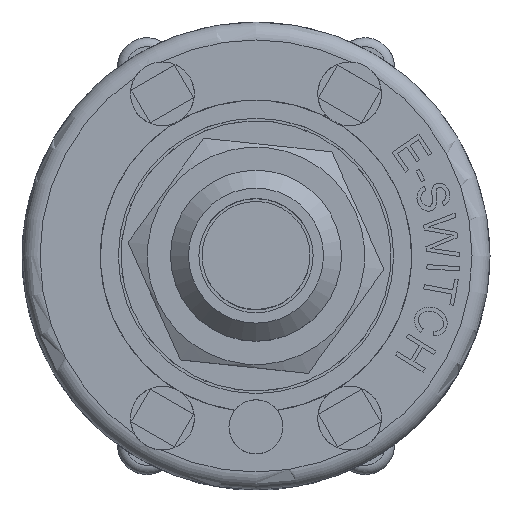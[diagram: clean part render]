
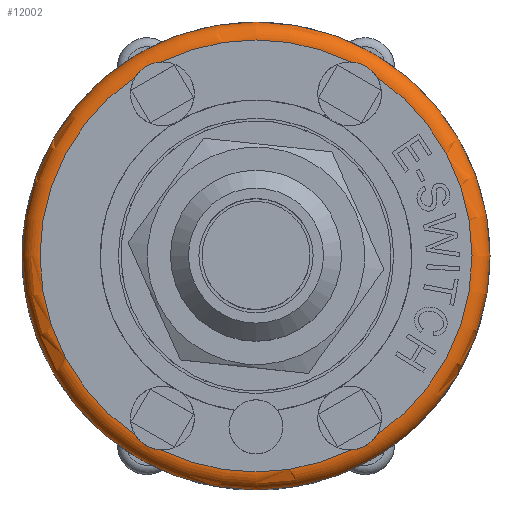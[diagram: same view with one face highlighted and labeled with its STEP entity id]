
A CAD part, top view. The second image highlights one B-rep face of the part: STEP entity #12002.
In plain terms, the highlighted toroidal (fillet/blend) face has major radius 12 mm and minor radius 1 mm.
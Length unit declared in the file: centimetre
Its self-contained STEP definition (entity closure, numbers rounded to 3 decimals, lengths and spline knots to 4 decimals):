
#223=B_SPLINE_CURVE_WITH_KNOTS('',3,(#16620,#16621,#16622,#16623,#16624,
#16625,#16626,#16627,#16628,#16629,#16630,#16631),.UNSPECIFIED.,.F.,.F.,
(4,2,2,2,2,4),(-0.2692,-0.2446,-0.216,
-0.1921,-0.1645,-0.1357),.UNSPECIFIED.);
#224=B_SPLINE_CURVE_WITH_KNOTS('',3,(#16632,#16633,#16634,#16635,#16636,
#16637,#16638,#16639,#16640,#16641,#16642,#16643),.UNSPECIFIED.,.F.,.F.,
(4,2,2,2,2,4),(-0.2692,-0.2446,-0.216,
-0.1921,-0.1645,-0.1357),.UNSPECIFIED.);
#225=B_SPLINE_CURVE_WITH_KNOTS('',3,(#16644,#16645,#16646,#16647,#16648,
#16649,#16650,#16651,#16652,#16653,#16654,#16655),.UNSPECIFIED.,.F.,.F.,
(4,2,2,2,2,4),(-0.2692,-0.2446,-0.216,
-0.1921,-0.1645,-0.1357),.UNSPECIFIED.);
#226=B_SPLINE_CURVE_WITH_KNOTS('',3,(#16656,#16657,#16658,#16659,#16660,
#16661,#16662,#16663,#16664,#16665,#16666,#16667),.UNSPECIFIED.,.F.,.F.,
(4,2,2,2,2,4),(-0.2692,-0.2446,-0.216,
-0.1921,-0.1645,-0.1357),.UNSPECIFIED.);
#548=TOROIDAL_SURFACE('',#12747,1.2,0.1);
#1162=FACE_OUTER_BOUND('',#1844,.T.);
#1844=EDGE_LOOP('',(#8665,#8666,#8667,#8668,#8669,#8670,#8671,#8672,#8673,
#8674,#8675,#8676));
#2597=CIRCLE('',#12730,1.2);
#2599=CIRCLE('',#12733,1.2);
#2603=CIRCLE('',#12738,1.2);
#2607=CIRCLE('',#12743,1.2);
#2608=CIRCLE('',#12744,1.2);
#2611=CIRCLE('',#12748,1.3);
#2612=CIRCLE('',#12749,0.1);
#5442=VERTEX_POINT('',#16326);
#5444=VERTEX_POINT('',#16330);
#5445=VERTEX_POINT('',#16334);
#5446=VERTEX_POINT('',#16336);
#5448=VERTEX_POINT('',#16342);
#5449=VERTEX_POINT('',#16344);
#5451=VERTEX_POINT('',#16350);
#5452=VERTEX_POINT('',#16352);
#5453=VERTEX_POINT('',#16354);
#5540=VERTEX_POINT('',#16617);
#6662=EDGE_CURVE('',#5442,#5444,#2597,.T.);
#6664=EDGE_CURVE('',#5446,#5445,#2599,.T.);
#6668=EDGE_CURVE('',#5449,#5448,#2603,.T.);
#6672=EDGE_CURVE('',#5452,#5451,#2607,.T.);
#6673=EDGE_CURVE('',#5453,#5452,#2608,.T.);
#6761=EDGE_CURVE('',#5540,#5540,#2611,.T.);
#6762=EDGE_CURVE('',#5540,#5452,#2612,.T.);
#6763=EDGE_CURVE('',#5451,#5449,#223,.T.);
#6764=EDGE_CURVE('',#5448,#5446,#224,.T.);
#6765=EDGE_CURVE('',#5445,#5442,#225,.T.);
#6766=EDGE_CURVE('',#5444,#5453,#226,.T.);
#8665=ORIENTED_EDGE('',*,*,#6761,.T.);
#8666=ORIENTED_EDGE('',*,*,#6762,.T.);
#8667=ORIENTED_EDGE('',*,*,#6672,.T.);
#8668=ORIENTED_EDGE('',*,*,#6763,.T.);
#8669=ORIENTED_EDGE('',*,*,#6668,.T.);
#8670=ORIENTED_EDGE('',*,*,#6764,.T.);
#8671=ORIENTED_EDGE('',*,*,#6664,.T.);
#8672=ORIENTED_EDGE('',*,*,#6765,.T.);
#8673=ORIENTED_EDGE('',*,*,#6662,.T.);
#8674=ORIENTED_EDGE('',*,*,#6766,.T.);
#8675=ORIENTED_EDGE('',*,*,#6673,.T.);
#8676=ORIENTED_EDGE('',*,*,#6762,.F.);
#12002=ADVANCED_FACE('',(#1162),#548,.T.);
#12730=AXIS2_PLACEMENT_3D('',#16332,#13640,#13641);
#12733=AXIS2_PLACEMENT_3D('',#16337,#13646,#13647);
#12738=AXIS2_PLACEMENT_3D('',#16345,#13656,#13657);
#12743=AXIS2_PLACEMENT_3D('',#16353,#13666,#13667);
#12744=AXIS2_PLACEMENT_3D('',#16355,#13668,#13669);
#12747=AXIS2_PLACEMENT_3D('',#16616,#13731,#13732);
#12748=AXIS2_PLACEMENT_3D('',#16618,#13733,#13734);
#12749=AXIS2_PLACEMENT_3D('',#16619,#13735,#13736);
#13640=DIRECTION('center_axis',(0.,0.,-1.));
#13641=DIRECTION('ref_axis',(-1.,0.,0.));
#13646=DIRECTION('center_axis',(0.,0.,-1.));
#13647=DIRECTION('ref_axis',(-1.,0.,0.));
#13656=DIRECTION('center_axis',(0.,0.,-1.));
#13657=DIRECTION('ref_axis',(-1.,0.,0.));
#13666=DIRECTION('center_axis',(0.,0.,-1.));
#13667=DIRECTION('ref_axis',(-1.,0.,0.));
#13668=DIRECTION('center_axis',(0.,0.,-1.));
#13669=DIRECTION('ref_axis',(-1.,0.,0.));
#13731=DIRECTION('center_axis',(0.,0.,-1.));
#13732=DIRECTION('ref_axis',(-1.,0.,0.));
#13733=DIRECTION('center_axis',(0.,0.,1.));
#13734=DIRECTION('ref_axis',(-1.,0.,0.));
#13735=DIRECTION('center_axis',(0.,-1.,0.));
#13736=DIRECTION('ref_axis',(1.,0.,0.));
#16326=CARTESIAN_POINT('',(-0.5271,1.078,1.05));
#16330=CARTESIAN_POINT('',(0.5271,1.078,1.05));
#16332=CARTESIAN_POINT('Origin',(0.,0.,1.05));
#16334=CARTESIAN_POINT('',(-0.67,0.9955,1.05));
#16336=CARTESIAN_POINT('',(-0.67,-0.9955,1.05));
#16337=CARTESIAN_POINT('Origin',(0.,0.,1.05));
#16342=CARTESIAN_POINT('',(-0.5271,-1.078,1.05));
#16344=CARTESIAN_POINT('',(0.5271,-1.078,1.05));
#16345=CARTESIAN_POINT('Origin',(0.,0.,1.05));
#16350=CARTESIAN_POINT('',(0.67,-0.9955,1.05));
#16352=CARTESIAN_POINT('',(1.2,0.,1.05));
#16353=CARTESIAN_POINT('Origin',(0.,0.,1.05));
#16354=CARTESIAN_POINT('',(0.67,0.9955,1.05));
#16355=CARTESIAN_POINT('Origin',(0.,0.,1.05));
#16616=CARTESIAN_POINT('Origin',(0.,0.,0.95));
#16617=CARTESIAN_POINT('',(1.3,0.,0.95));
#16618=CARTESIAN_POINT('Origin',(0.,0.,0.95));
#16619=CARTESIAN_POINT('Origin',(1.2,0.,0.95));
#16620=CARTESIAN_POINT('Ctrl Pts',(0.67,-0.9955,
1.05));
#16621=CARTESIAN_POINT('Ctrl Pts',(0.6646,-1.0041,
1.05));
#16622=CARTESIAN_POINT('Ctrl Pts',(0.6583,-1.0124,
1.0498));
#16623=CARTESIAN_POINT('Ctrl Pts',(0.6428,-1.0294,
1.0491));
#16624=CARTESIAN_POINT('Ctrl Pts',(0.6335,-1.0377,
1.0488));
#16625=CARTESIAN_POINT('Ctrl Pts',(0.615,-1.051,
1.0484));
#16626=CARTESIAN_POINT('Ctrl Pts',(0.6061,-1.0563,
1.0484));
#16627=CARTESIAN_POINT('Ctrl Pts',(0.5859,-1.0659,1.0487));
#16628=CARTESIAN_POINT('Ctrl Pts',(0.5747,-1.07,1.049));
#16629=CARTESIAN_POINT('Ctrl Pts',(0.551,-1.0759,
1.0497));
#16630=CARTESIAN_POINT('Ctrl Pts',(0.539,-1.0775,
1.05));
#16631=CARTESIAN_POINT('Ctrl Pts',(0.5271,-1.078,
1.05));
#16632=CARTESIAN_POINT('Ctrl Pts',(-0.5271,-1.078,
1.05));
#16633=CARTESIAN_POINT('Ctrl Pts',(-0.5373,-1.0776,
1.05));
#16634=CARTESIAN_POINT('Ctrl Pts',(-0.5476,-1.0763,
1.0498));
#16635=CARTESIAN_POINT('Ctrl Pts',(-0.5701,-1.0714,1.0491));
#16636=CARTESIAN_POINT('Ctrl Pts',(-0.5819,-1.0675,
1.0488));
#16637=CARTESIAN_POINT('Ctrl Pts',(-0.6027,-1.0581,
1.0484));
#16638=CARTESIAN_POINT('Ctrl Pts',(-0.6117,-1.053,
1.0484));
#16639=CARTESIAN_POINT('Ctrl Pts',(-0.6301,-1.0404,
1.0487));
#16640=CARTESIAN_POINT('Ctrl Pts',(-0.6393,-1.0327,
1.049));
#16641=CARTESIAN_POINT('Ctrl Pts',(-0.6562,-1.0151,
1.0497));
#16642=CARTESIAN_POINT('Ctrl Pts',(-0.6637,-1.0055,
1.05));
#16643=CARTESIAN_POINT('Ctrl Pts',(-0.67,-0.9955,
1.05));
#16644=CARTESIAN_POINT('Ctrl Pts',(-0.67,0.9955,
1.05));
#16645=CARTESIAN_POINT('Ctrl Pts',(-0.6646,1.0041,
1.05));
#16646=CARTESIAN_POINT('Ctrl Pts',(-0.6583,1.0124,
1.0498));
#16647=CARTESIAN_POINT('Ctrl Pts',(-0.6428,1.0294,
1.0491));
#16648=CARTESIAN_POINT('Ctrl Pts',(-0.6335,1.0377,
1.0488));
#16649=CARTESIAN_POINT('Ctrl Pts',(-0.615,1.051,1.0484));
#16650=CARTESIAN_POINT('Ctrl Pts',(-0.6061,1.0563,
1.0484));
#16651=CARTESIAN_POINT('Ctrl Pts',(-0.5859,1.0659,1.0487));
#16652=CARTESIAN_POINT('Ctrl Pts',(-0.5747,1.07,1.049));
#16653=CARTESIAN_POINT('Ctrl Pts',(-0.551,1.0759,1.0497));
#16654=CARTESIAN_POINT('Ctrl Pts',(-0.539,1.0775,
1.05));
#16655=CARTESIAN_POINT('Ctrl Pts',(-0.5271,1.078,
1.05));
#16656=CARTESIAN_POINT('Ctrl Pts',(0.5271,1.078,1.05));
#16657=CARTESIAN_POINT('Ctrl Pts',(0.5373,1.0776,1.05));
#16658=CARTESIAN_POINT('Ctrl Pts',(0.5476,1.0763,1.0498));
#16659=CARTESIAN_POINT('Ctrl Pts',(0.5701,1.0714,1.0491));
#16660=CARTESIAN_POINT('Ctrl Pts',(0.5819,1.0675,1.0488));
#16661=CARTESIAN_POINT('Ctrl Pts',(0.6027,1.0581,1.0484));
#16662=CARTESIAN_POINT('Ctrl Pts',(0.6117,1.053,1.0484));
#16663=CARTESIAN_POINT('Ctrl Pts',(0.6301,1.0404,1.0487));
#16664=CARTESIAN_POINT('Ctrl Pts',(0.6393,1.0327,1.049));
#16665=CARTESIAN_POINT('Ctrl Pts',(0.6562,1.0151,1.0497));
#16666=CARTESIAN_POINT('Ctrl Pts',(0.6637,1.0055,1.05));
#16667=CARTESIAN_POINT('Ctrl Pts',(0.67,0.9955,
1.05));
